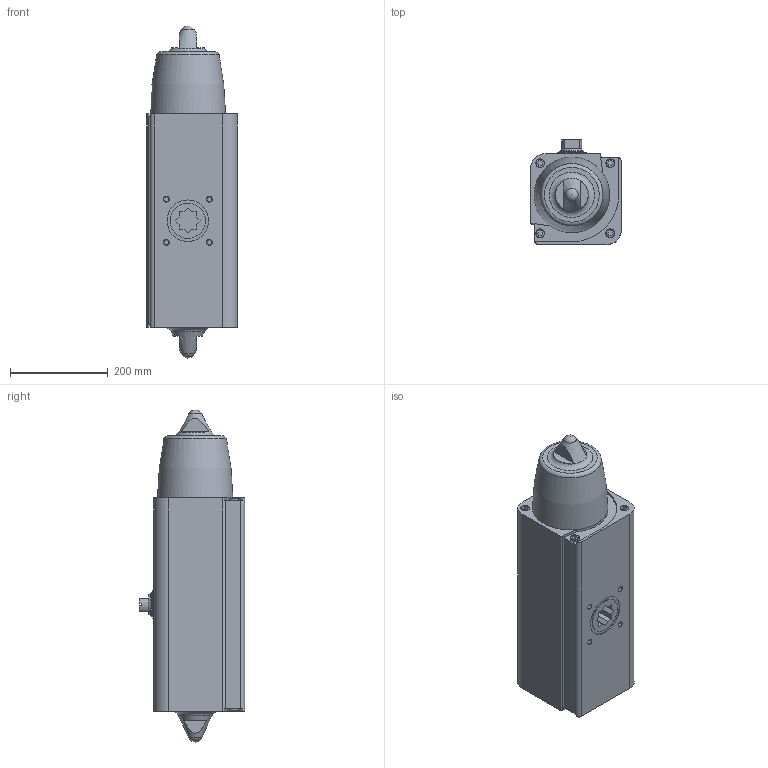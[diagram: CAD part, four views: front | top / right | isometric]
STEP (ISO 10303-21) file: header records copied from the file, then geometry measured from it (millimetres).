
FILE_DESCRIPTION(/* description */ ('STEP AP214'),/* implementation_level */ '2;1');
FILE_NAME(/* name */ '549677_DAPS-0720-090-RS1-F12',/* time_stamp */ '2024-08-13T17:50:13+02:00',/* author */ ('License CC BY-ND 4.0'),/* organization */ ('CADENAS'),/* preprocessor_version */ 'ST-DEVELOPER v19.3',/* originating_system */ 'PARTsolutions',/* authorisation */ ' ');
FILE_SCHEMA (('AUTOMOTIVE_DESIGN {1 0 10303 214 3 1 1}'));
Length unit declared in the file: millimetre
Products named in the file (3): 549677 DAPS-0720-090-RS1-F12---0; 549677 DAPS-0720-090-RS1-F12---(1); 549677 DAPS-0720-090-RS1-F12---(2)
Assembly tree (2 placements, depth 2):
  549677 DAPS-0720-090-RS1-F12---0
    549677 DAPS-0720-090-RS1-F12---(1)
    549677 DAPS-0720-090-RS1-F12---(2)
Bounding box: 186 x 216 x 680.25 mm (x, y, z)
Volume: 16851145.5 mm3; surface area: 546420.2 mm2
Topology: 2 solids, 2 shells, 248 faces, 593 edges, 387 vertices
Faces by surface type: plane 168, cylinder 46, cone 20, torus 12, sphere 2
Full cylindrical faces by diameter (mm): 4.134 x8, 4.917 x1, 10.106 x4, 11.445 x2, 18 x8, 45 x1, 49.5 x1, 58 x2, 72 x2, 85.1 x1
Entity records: 6796 total; most frequent: CARTESIAN_POINT 1224, DIRECTION 1154, ORIENTED_EDGE 1012, EDGE_CURVE 506, AXIS2_PLACEMENT_3D 409, VERTEX_POINT 367, FACE_BOUND 355, EDGE_LOOP 354
